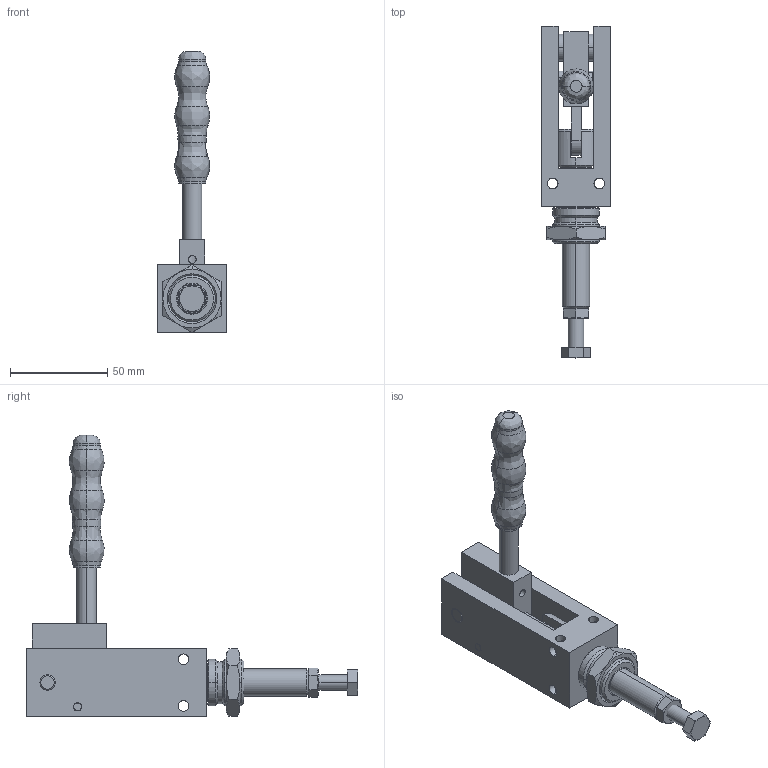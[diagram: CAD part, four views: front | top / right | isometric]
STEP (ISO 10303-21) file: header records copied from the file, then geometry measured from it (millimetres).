
FILE_DESCRIPTION (( 'STEP AP203' ), '1' );
FILE_NAME ('SP700-3D.STEP', '2015-09-28T10:21:30', ( '' ), ( '' ), 'SwSTEP 2.0', 'SolidWorks 2015', '' );
FILE_SCHEMA (( 'CONFIG_CONTROL_DESIGN' ));
Length unit declared in the file: millimetre
Products named in the file (1): SP700-3D
Bounding box: 35 x 170.69 x 144.65 mm (x, y, z)
Volume: 122449.3 mm3; surface area: 59960.3 mm2
Topology: 19 solids, 19 shells, 341 faces, 794 edges, 494 vertices
Faces by surface type: cylinder 135, plane 102, cone 82, bspline 22
Entity records: 10460 total; most frequent: CARTESIAN_POINT 2569, DIRECTION 1678, ORIENTED_EDGE 1584, EDGE_CURVE 792, AXIS2_PLACEMENT_3D 684, VERTEX_POINT 494, EDGE_LOOP 410, CIRCLE 364
